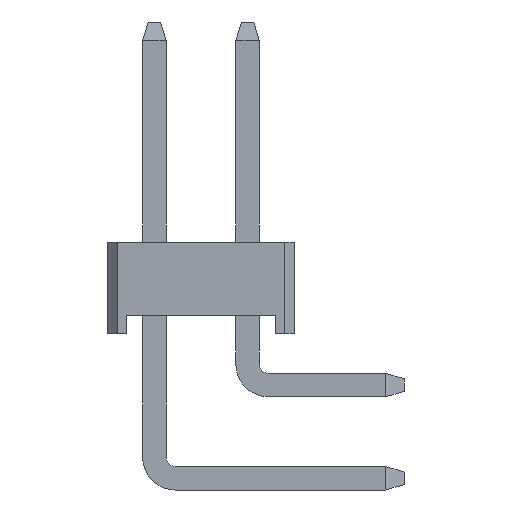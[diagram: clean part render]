
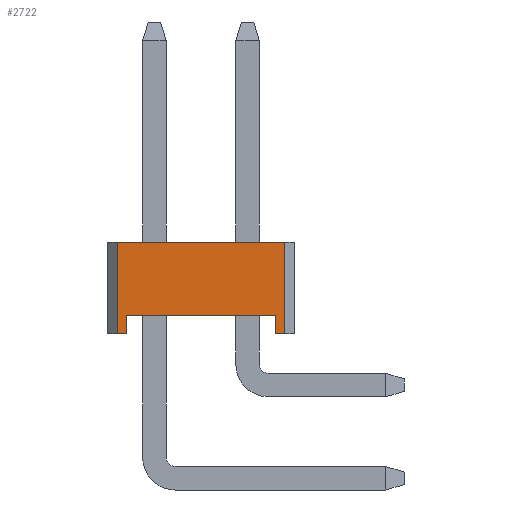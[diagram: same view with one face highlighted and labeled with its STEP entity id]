
A CAD part, left-side view. The second image highlights one B-rep face of the part: STEP entity #2722.
In plain terms, the highlighted planar face has unit normal (-1, 0, 0).
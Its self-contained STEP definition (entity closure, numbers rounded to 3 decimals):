
#107 = VECTOR ( 'NONE', #4722, 1000. ) ;
#199 = CARTESIAN_POINT ( 'NONE',  ( -1.27, 4.826, 2.5 ) ) ;
#256 = EDGE_CURVE ( 'NONE', #2738, #3260, #4051, .T. ) ;
#286 = DIRECTION ( 'NONE',  ( 0., 1., 0. ) ) ;
#452 = VECTOR ( 'NONE', #286, 1000. ) ;
#461 = DIRECTION ( 'NONE',  ( 0., 0., -1. ) ) ;
#532 = VECTOR ( 'NONE', #3705, 1000. ) ;
#660 = DIRECTION ( 'NONE',  ( 0., 0., -1. ) ) ;
#766 = DIRECTION ( 'NONE',  ( 0., 1., 0. ) ) ;
#938 = EDGE_CURVE ( 'NONE', #2782, #4880, #3446, .T. ) ;
#1067 = ORIENTED_EDGE ( 'NONE', *, *, #2843, .F. ) ;
#1076 = CARTESIAN_POINT ( 'NONE',  ( -1.27, 0.5, 0. ) ) ;
#1134 = CARTESIAN_POINT ( 'NONE',  ( -1.27, 4.826, 0. ) ) ;
#1211 = DIRECTION ( 'NONE',  ( 1., 0., 0. ) ) ;
#1306 = CARTESIAN_POINT ( 'NONE',  ( -1.27, 0.5, 0.5 ) ) ;
#1405 = ORIENTED_EDGE ( 'NONE', *, *, #2203, .F. ) ;
#1444 = EDGE_CURVE ( 'NONE', #4345, #3868, #3752, .T. ) ;
#1445 = ORIENTED_EDGE ( 'NONE', *, *, #1444, .F. ) ;
#1502 = FACE_OUTER_BOUND ( 'NONE', #4649, .T. ) ;
#1883 = CARTESIAN_POINT ( 'NONE',  ( -1.27, 0., 0. ) ) ;
#1900 = CARTESIAN_POINT ( 'NONE',  ( -1.27, 4.826, 0. ) ) ;
#1910 = CARTESIAN_POINT ( 'NONE',  ( -1.27, 0.254, 2.5 ) ) ;
#2196 = CARTESIAN_POINT ( 'NONE',  ( -1.27, 0., 0. ) ) ;
#2203 = EDGE_CURVE ( 'NONE', #3868, #3775, #2757, .T. ) ;
#2204 = VECTOR ( 'NONE', #660, 1000. ) ;
#2245 = CARTESIAN_POINT ( 'NONE',  ( -1.27, 4.58, 0.5 ) ) ;
#2283 = CARTESIAN_POINT ( 'NONE',  ( -1.27, 0.254, 0. ) ) ;
#2302 = ORIENTED_EDGE ( 'NONE', *, *, #938, .F. ) ;
#2343 = VECTOR ( 'NONE', #3780, 1000. ) ;
#2547 = CARTESIAN_POINT ( 'NONE',  ( -1.27, 4.58, 0. ) ) ;
#2673 = PLANE ( 'NONE',  #3954 ) ;
#2684 = CARTESIAN_POINT ( 'NONE',  ( -1.27, 0., 0. ) ) ;
#2722 = ADVANCED_FACE ( 'NONE', ( #1502 ), #2673, .F. ) ;
#2738 = VERTEX_POINT ( 'NONE', #3507 ) ;
#2757 = LINE ( 'NONE', #2684, #3870 ) ;
#2782 = VERTEX_POINT ( 'NONE', #1134 ) ;
#2808 = VECTOR ( 'NONE', #3050, 1000. ) ;
#2825 = ORIENTED_EDGE ( 'NONE', *, *, #2997, .F. ) ;
#2843 = EDGE_CURVE ( 'NONE', #3144, #3260, #3534, .T. ) ;
#2975 = LINE ( 'NONE', #2196, #452 ) ;
#2997 = EDGE_CURVE ( 'NONE', #4880, #4345, #4845, .T. ) ;
#3050 = DIRECTION ( 'NONE',  ( 0., 0., 1. ) ) ;
#3074 = VECTOR ( 'NONE', #3984, 1000. ) ;
#3144 = VERTEX_POINT ( 'NONE', #1306 ) ;
#3260 = VERTEX_POINT ( 'NONE', #2245 ) ;
#3328 = CARTESIAN_POINT ( 'NONE',  ( -1.27, 0.5, 0.5 ) ) ;
#3446 = LINE ( 'NONE', #1900, #2808 ) ;
#3507 = CARTESIAN_POINT ( 'NONE',  ( -1.27, 4.58, 0. ) ) ;
#3534 = LINE ( 'NONE', #4283, #3074 ) ;
#3588 = EDGE_CURVE ( 'NONE', #2738, #2782, #2975, .T. ) ;
#3612 = EDGE_CURVE ( 'NONE', #3144, #3775, #4464, .T. ) ;
#3705 = DIRECTION ( 'NONE',  ( 0., -1., 0. ) ) ;
#3747 = ORIENTED_EDGE ( 'NONE', *, *, #3612, .T. ) ;
#3752 = LINE ( 'NONE', #2283, #2343 ) ;
#3775 = VERTEX_POINT ( 'NONE', #1076 ) ;
#3780 = DIRECTION ( 'NONE',  ( 0., 0., -1. ) ) ;
#3868 = VERTEX_POINT ( 'NONE', #4886 ) ;
#3870 = VECTOR ( 'NONE', #766, 1000. ) ;
#3901 = ORIENTED_EDGE ( 'NONE', *, *, #3588, .F. ) ;
#3954 = AXIS2_PLACEMENT_3D ( 'NONE', #1883, #1211, #461 ) ;
#3984 = DIRECTION ( 'NONE',  ( 0., 1., 0. ) ) ;
#4051 = LINE ( 'NONE', #2547, #107 ) ;
#4239 = ORIENTED_EDGE ( 'NONE', *, *, #256, .T. ) ;
#4283 = CARTESIAN_POINT ( 'NONE',  ( -1.27, 0., 0.5 ) ) ;
#4345 = VERTEX_POINT ( 'NONE', #1910 ) ;
#4464 = LINE ( 'NONE', #3328, #2204 ) ;
#4469 = CARTESIAN_POINT ( 'NONE',  ( -1.27, 5.08, 2.5 ) ) ;
#4649 = EDGE_LOOP ( 'NONE', ( #3747, #1405, #1445, #2825, #2302, #3901, #4239, #1067 ) ) ;
#4722 = DIRECTION ( 'NONE',  ( 0., 0., 1. ) ) ;
#4845 = LINE ( 'NONE', #4469, #532 ) ;
#4880 = VERTEX_POINT ( 'NONE', #199 ) ;
#4886 = CARTESIAN_POINT ( 'NONE',  ( -1.27, 0.254, 0. ) ) ;
